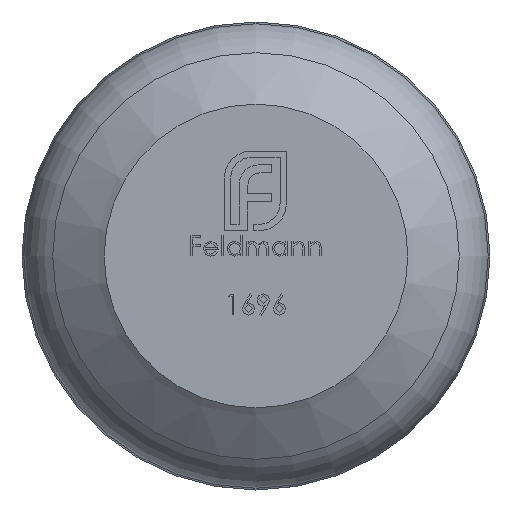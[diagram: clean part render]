
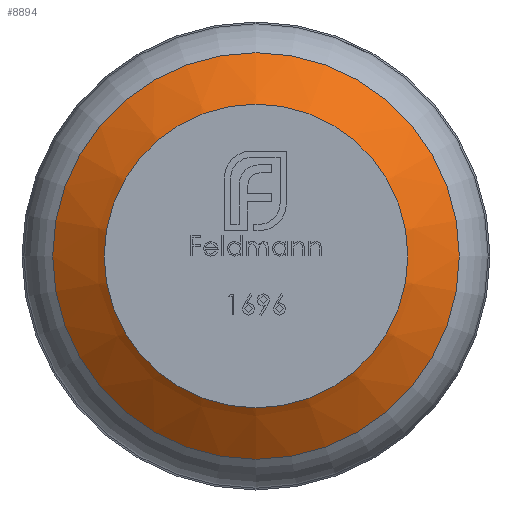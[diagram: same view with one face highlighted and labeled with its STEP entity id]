
A CAD part, front view. The second image highlights one B-rep face of the part: STEP entity #8894.
In plain terms, the highlighted conical face has half-angle 53.51 degrees and reference radius 4.616 mm.
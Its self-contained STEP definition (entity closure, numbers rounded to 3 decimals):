
#27 = CIRCLE ( 'NONE', #4444, 8.034 ) ;
#39 = DIRECTION ( 'NONE',  ( 0., 1., 0. ) ) ;
#1439 = AXIS2_PLACEMENT_3D ( 'NONE', #3377, #39, #4085 ) ;
#1537 = DIRECTION ( 'NONE',  ( 0., -1., 0. ) ) ;
#1858 = ORIENTED_EDGE ( 'NONE', *, *, #8296, .F. ) ;
#1889 = CARTESIAN_POINT ( 'NONE',  ( 0., 387.054, 0. ) ) ;
#2138 = CARTESIAN_POINT ( 'NONE',  ( 0., 387.054, -4.616 ) ) ;
#3377 = CARTESIAN_POINT ( 'NONE',  ( 0., 387.054, 0. ) ) ;
#4009 = EDGE_CURVE ( 'NONE', #8544, #8544, #27, .T. ) ;
#4085 = DIRECTION ( 'NONE',  ( 0., 0., 1. ) ) ;
#4090 = DIRECTION ( 'NONE',  ( 0., 0., -1. ) ) ;
#4128 = CONICAL_SURFACE ( 'NONE', #1439, 4.616, 0.934 ) ;
#4444 = AXIS2_PLACEMENT_3D ( 'NONE', #7405, #1537, #4090 ) ;
#4483 = EDGE_LOOP ( 'NONE', ( #1858 ) ) ;
#5253 = DIRECTION ( 'NONE',  ( 0., -1., 0. ) ) ;
#5678 = CIRCLE ( 'NONE', #5924, 4.616 ) ;
#5924 = AXIS2_PLACEMENT_3D ( 'NONE', #1889, #5253, #6802 ) ;
#6315 = VERTEX_POINT ( 'NONE', #2138 ) ;
#6802 = DIRECTION ( 'NONE',  ( 0., 0., -1. ) ) ;
#7136 = CARTESIAN_POINT ( 'NONE',  ( 0., 389.582, -8.034 ) ) ;
#7405 = CARTESIAN_POINT ( 'NONE',  ( 0., 389.582, 0. ) ) ;
#8296 = EDGE_CURVE ( 'NONE', #6315, #6315, #5678, .T. ) ;
#8544 = VERTEX_POINT ( 'NONE', #7136 ) ;
#8844 = FACE_BOUND ( 'NONE', #4483, .T. ) ;
#8894 = ADVANCED_FACE ( 'NONE', ( #9218, #8844 ), #4128, .T. ) ;
#8985 = EDGE_LOOP ( 'NONE', ( #10307 ) ) ;
#9218 = FACE_OUTER_BOUND ( 'NONE', #8985, .T. ) ;
#10307 = ORIENTED_EDGE ( 'NONE', *, *, #4009, .T. ) ;
